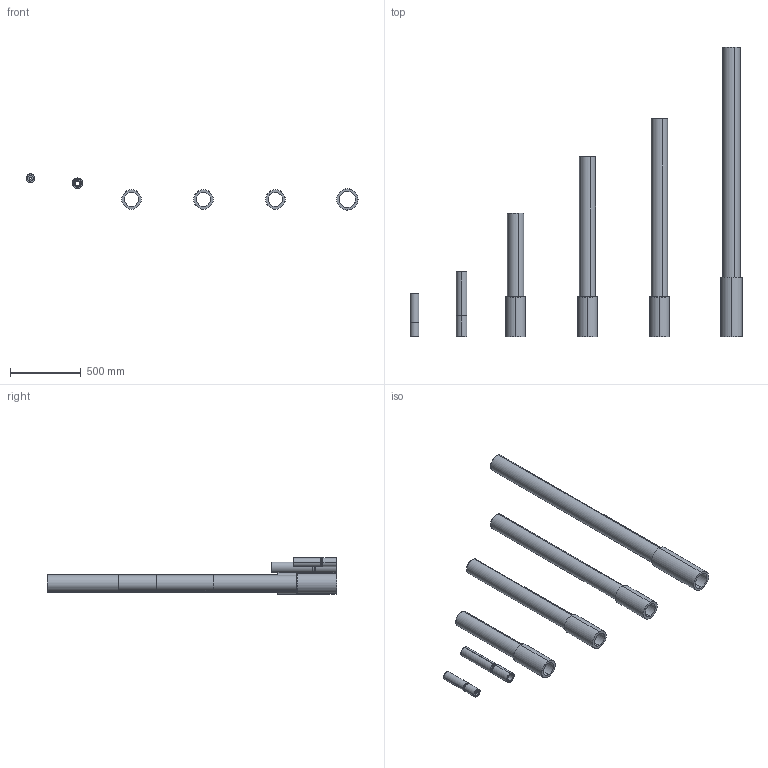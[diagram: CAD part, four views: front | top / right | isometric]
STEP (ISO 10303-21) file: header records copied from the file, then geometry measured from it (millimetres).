
FILE_DESCRIPTION (( 'STEP AP203' ), '1' );
FILE_NAME ('Elise Aluminum Family.STEP', '2020-05-12T22:35:51', ( '' ), ( '' ), 'SwSTEP 2.0', 'SolidWorks 2019', '' );
FILE_SCHEMA (( 'CONFIG_CONTROL_DESIGN' ));
Length unit declared in the file: inch
Products named in the file (14): ELISE, 80, Marble.stp; Elise, Marble Base_Elise, 60.stp; Elise, Marble Base_Elise, 80.stp; Elise, Diffuser_48in.stp; elise-family (1).stp; Elise, Marble Base_Elise, 48.stp; ELISE, 18, Marble; Elise, Diffuser_32in.stp; ELISE, 12, Marble; Elise, Marble Base_Elise, 32.stp; Elise Aluminum Family; Elise, 48_60, Marble Base, v1_V3 Weight Reduction.stp; Elise, Diffuser_80in.stp; Elise, Diffuser_60in.stp
Assembly tree (15 placements, depth 4):
  Elise Aluminum Family
    elise-family (1).stp
      Elise, Marble Base_Elise, 80.stp
        Elise, Diffuser_80in.stp
        ELISE, 80, Marble.stp
      Elise, Marble Base_Elise, 60.stp
        Elise, 48_60, Marble Base, v1_V3 Weight Reduction.stp
        Elise, Diffuser_60in.stp
      Elise, Marble Base_Elise, 48.stp
        Elise, 48_60, Marble Base, v1_V3 Weight Reduction.stp
        Elise, Diffuser_48in.stp
      Elise, Marble Base_Elise, 32.stp
        Elise, 48_60, Marble Base, v1_V3 Weight Reduction.stp
        Elise, Diffuser_32in.stp
    ELISE, 18, Marble
    ELISE, 12, Marble
Bounding box: 2343.78 x 2042.05 x 255.12 mm (x, y, z)
Volume: 14042843 mm3; surface area: 4636359.6 mm2
Topology: 12 solids, 12 shells, 207 faces, 454 edges, 280 vertices
Faces by surface type: cylinder 96, torus 68, plane 43
Entity records: 6636 total; most frequent: CARTESIAN_POINT 1192, DIRECTION 966, ORIENTED_EDGE 716, AXIS2_PLACEMENT_3D 442, EDGE_CURVE 358, CIRCLE 252, VERTEX_POINT 220, EDGE_LOOP 202
